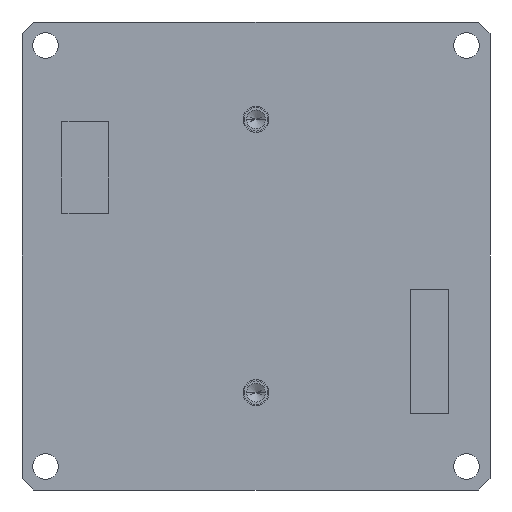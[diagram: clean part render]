
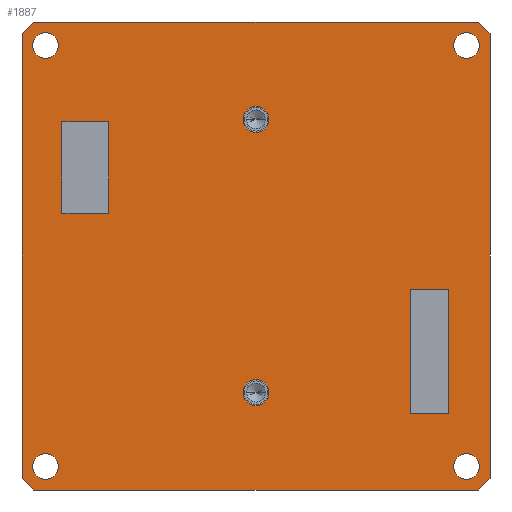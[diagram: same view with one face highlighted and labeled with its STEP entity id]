
A CAD part, front view. The second image highlights one B-rep face of the part: STEP entity #1887.
In plain terms, the highlighted planar face has unit normal (0, -1, 0).
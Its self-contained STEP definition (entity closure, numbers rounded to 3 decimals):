
#1=CARTESIAN_POINT('',(0.,-6.5,11.65));
#2=DIRECTION('',(0.,1.,0.));
#3=DIRECTION('',(0.,0.,1.));
#4=AXIS2_PLACEMENT_3D('',#1,#2,#3);
#6=CARTESIAN_POINT('',(0.,-6.5,11.65));
#7=DIRECTION('',(0.,1.,0.));
#8=DIRECTION('',(0.,0.,-1.));
#9=AXIS2_PLACEMENT_3D('',#6,#7,#8);
#11=CARTESIAN_POINT('',(0.,-6.5,-11.65));
#12=DIRECTION('',(0.,-1.,0.));
#13=DIRECTION('',(0.,0.,-1.));
#14=AXIS2_PLACEMENT_3D('',#11,#12,#13);
#16=CARTESIAN_POINT('',(0.,-6.5,-11.65));
#17=DIRECTION('',(0.,-1.,0.));
#18=DIRECTION('',(0.,0.,1.));
#19=AXIS2_PLACEMENT_3D('',#16,#17,#18);
#21=DIRECTION('',(-0.707,0.,-0.707));
#22=VECTOR('',#21,1.414);
#23=CARTESIAN_POINT('',(-18.95,-6.5,19.95));
#24=LINE('',#23,#22);
#25=DIRECTION('',(1.,0.,0.));
#26=VECTOR('',#25,37.9);
#27=CARTESIAN_POINT('',(-18.95,-6.5,19.95));
#28=LINE('',#27,#26);
#29=DIRECTION('',(-0.707,0.,0.707));
#30=VECTOR('',#29,1.414);
#31=CARTESIAN_POINT('',(19.95,-6.5,18.95));
#32=LINE('',#31,#30);
#33=DIRECTION('',(0.,0.,-1.));
#34=VECTOR('',#33,37.9);
#35=CARTESIAN_POINT('',(19.95,-6.5,18.95));
#36=LINE('',#35,#34);
#37=DIRECTION('',(0.707,0.,0.707));
#38=VECTOR('',#37,1.414);
#39=CARTESIAN_POINT('',(18.95,-6.5,-19.95));
#40=LINE('',#39,#38);
#41=DIRECTION('',(-1.,0.,0.));
#42=VECTOR('',#41,37.9);
#43=CARTESIAN_POINT('',(18.95,-6.5,-19.95));
#44=LINE('',#43,#42);
#45=DIRECTION('',(0.707,0.,-0.707));
#46=VECTOR('',#45,1.414);
#47=CARTESIAN_POINT('',(-19.95,-6.5,-18.95));
#48=LINE('',#47,#46);
#49=DIRECTION('',(0.,0.,1.));
#50=VECTOR('',#49,37.9);
#51=CARTESIAN_POINT('',(-19.95,-6.5,-18.95));
#52=LINE('',#51,#50);
#53=CARTESIAN_POINT('',(-17.95,-6.5,-17.95));
#54=DIRECTION('',(0.,-1.,0.));
#55=DIRECTION('',(0.,0.,-1.));
#56=AXIS2_PLACEMENT_3D('',#53,#54,#55);
#58=CARTESIAN_POINT('',(-17.95,-6.5,-17.95));
#59=DIRECTION('',(0.,-1.,0.));
#60=DIRECTION('',(0.,0.,1.));
#61=AXIS2_PLACEMENT_3D('',#58,#59,#60);
#63=CARTESIAN_POINT('',(-17.95,-6.5,17.95));
#64=DIRECTION('',(0.,-1.,0.));
#65=DIRECTION('',(0.,0.,-1.));
#66=AXIS2_PLACEMENT_3D('',#63,#64,#65);
#68=CARTESIAN_POINT('',(-17.95,-6.5,17.95));
#69=DIRECTION('',(0.,-1.,0.));
#70=DIRECTION('',(0.,0.,1.));
#71=AXIS2_PLACEMENT_3D('',#68,#69,#70);
#73=CARTESIAN_POINT('',(17.95,-6.5,-17.95));
#74=DIRECTION('',(0.,-1.,0.));
#75=DIRECTION('',(0.,0.,-1.));
#76=AXIS2_PLACEMENT_3D('',#73,#74,#75);
#78=CARTESIAN_POINT('',(17.95,-6.5,-17.95));
#79=DIRECTION('',(0.,-1.,0.));
#80=DIRECTION('',(0.,0.,1.));
#81=AXIS2_PLACEMENT_3D('',#78,#79,#80);
#83=CARTESIAN_POINT('',(17.95,-6.5,17.95));
#84=DIRECTION('',(0.,-1.,0.));
#85=DIRECTION('',(0.,0.,-1.));
#86=AXIS2_PLACEMENT_3D('',#83,#84,#85);
#88=CARTESIAN_POINT('',(17.95,-6.5,17.95));
#89=DIRECTION('',(0.,-1.,0.));
#90=DIRECTION('',(0.,0.,1.));
#91=AXIS2_PLACEMENT_3D('',#88,#89,#90);
#93=DIRECTION('',(0.,0.,1.));
#94=VECTOR('',#93,10.6);
#95=CARTESIAN_POINT('',(16.45,-6.5,-13.45));
#96=LINE('',#95,#94);
#97=DIRECTION('',(-1.,0.,0.));
#98=VECTOR('',#97,3.3);
#99=CARTESIAN_POINT('',(16.45,-6.5,-2.85));
#100=LINE('',#99,#98);
#101=DIRECTION('',(0.,0.,-1.));
#102=VECTOR('',#101,10.6);
#103=CARTESIAN_POINT('',(13.15,-6.5,-2.85));
#104=LINE('',#103,#102);
#105=DIRECTION('',(1.,0.,0.));
#106=VECTOR('',#105,3.3);
#107=CARTESIAN_POINT('',(13.15,-6.5,-13.45));
#108=LINE('',#107,#106);
#109=DIRECTION('',(0.,0.,1.));
#110=VECTOR('',#109,7.8);
#111=CARTESIAN_POINT('',(-12.55,-6.5,3.65));
#112=LINE('',#111,#110);
#113=DIRECTION('',(-1.,0.,0.));
#114=VECTOR('',#113,4.);
#115=CARTESIAN_POINT('',(-12.55,-6.5,11.45));
#116=LINE('',#115,#114);
#117=DIRECTION('',(0.,0.,-1.));
#118=VECTOR('',#117,7.8);
#119=CARTESIAN_POINT('',(-16.55,-6.5,11.45));
#120=LINE('',#119,#118);
#121=DIRECTION('',(1.,0.,0.));
#122=VECTOR('',#121,4.);
#123=CARTESIAN_POINT('',(-16.55,-6.5,3.65));
#124=LINE('',#123,#122);
#1557=CARTESIAN_POINT('',(0.,-6.5,12.75));
#1558=CARTESIAN_POINT('',(0.,-6.5,10.55));
#1559=VERTEX_POINT('',#1557);
#1560=VERTEX_POINT('',#1558);
#1561=CARTESIAN_POINT('',(0.,-6.5,-12.75));
#1562=CARTESIAN_POINT('',(0.,-6.5,-10.55));
#1563=VERTEX_POINT('',#1561);
#1564=VERTEX_POINT('',#1562);
#1565=CARTESIAN_POINT('',(-18.95,-6.5,19.95));
#1566=CARTESIAN_POINT('',(-19.95,-6.5,18.95));
#1567=VERTEX_POINT('',#1565);
#1568=VERTEX_POINT('',#1566);
#1573=CARTESIAN_POINT('',(19.95,-6.5,18.95));
#1574=CARTESIAN_POINT('',(18.95,-6.5,19.95));
#1575=VERTEX_POINT('',#1573);
#1576=VERTEX_POINT('',#1574);
#1581=CARTESIAN_POINT('',(18.95,-6.5,-19.95));
#1582=CARTESIAN_POINT('',(19.95,-6.5,-18.95));
#1583=VERTEX_POINT('',#1581);
#1584=VERTEX_POINT('',#1582);
#1589=CARTESIAN_POINT('',(-19.95,-6.5,-18.95));
#1590=CARTESIAN_POINT('',(-18.95,-6.5,-19.95));
#1591=VERTEX_POINT('',#1589);
#1592=VERTEX_POINT('',#1590);
#1597=CARTESIAN_POINT('',(-17.95,-6.5,-19.05));
#1598=CARTESIAN_POINT('',(-17.95,-6.5,-16.85));
#1599=VERTEX_POINT('',#1597);
#1600=VERTEX_POINT('',#1598);
#1605=CARTESIAN_POINT('',(-17.95,-6.5,16.85));
#1606=CARTESIAN_POINT('',(-17.95,-6.5,19.05));
#1607=VERTEX_POINT('',#1605);
#1608=VERTEX_POINT('',#1606);
#1613=CARTESIAN_POINT('',(17.95,-6.5,-19.05));
#1614=CARTESIAN_POINT('',(17.95,-6.5,-16.85));
#1615=VERTEX_POINT('',#1613);
#1616=VERTEX_POINT('',#1614);
#1621=CARTESIAN_POINT('',(17.95,-6.5,16.85));
#1622=CARTESIAN_POINT('',(17.95,-6.5,19.05));
#1623=VERTEX_POINT('',#1621);
#1624=VERTEX_POINT('',#1622);
#1637=CARTESIAN_POINT('',(16.45,-6.5,-13.45));
#1638=CARTESIAN_POINT('',(16.45,-6.5,-2.85));
#1639=VERTEX_POINT('',#1637);
#1640=VERTEX_POINT('',#1638);
#1641=CARTESIAN_POINT('',(13.15,-6.5,-2.85));
#1642=VERTEX_POINT('',#1641);
#1643=CARTESIAN_POINT('',(13.15,-6.5,-13.45));
#1644=VERTEX_POINT('',#1643);
#1645=CARTESIAN_POINT('',(-12.55,-6.5,3.65));
#1646=CARTESIAN_POINT('',(-12.55,-6.5,11.45));
#1647=VERTEX_POINT('',#1645);
#1648=VERTEX_POINT('',#1646);
#1649=CARTESIAN_POINT('',(-16.55,-6.5,11.45));
#1650=VERTEX_POINT('',#1649);
#1651=CARTESIAN_POINT('',(-16.55,-6.5,3.65));
#1652=VERTEX_POINT('',#1651);
#1809=CARTESIAN_POINT('',(0.,-6.5,0.));
#1810=DIRECTION('',(0.,1.,0.));
#1811=DIRECTION('',(0.,0.,-1.));
#1812=AXIS2_PLACEMENT_3D('',#1809,#1810,#1811);
#1813=PLANE('',#1812);
#1815=ORIENTED_EDGE('',*,*,#1814,.F.);
#1817=ORIENTED_EDGE('',*,*,#1816,.T.);
#1819=ORIENTED_EDGE('',*,*,#1818,.F.);
#1821=ORIENTED_EDGE('',*,*,#1820,.T.);
#1822=ORIENTED_EDGE('',*,*,#1798,.F.);
#1824=ORIENTED_EDGE('',*,*,#1823,.T.);
#1826=ORIENTED_EDGE('',*,*,#1825,.F.);
#1828=ORIENTED_EDGE('',*,*,#1827,.T.);
#1829=EDGE_LOOP('',(#1815,#1817,#1819,#1821,#1822,#1824,#1826,#1828));
#1830=FACE_OUTER_BOUND('',#1829,.F.);
#1832=ORIENTED_EDGE('',*,*,#1831,.F.);
#1834=ORIENTED_EDGE('',*,*,#1833,.F.);
#1835=EDGE_LOOP('',(#1832,#1834));
#1836=FACE_BOUND('',#1835,.F.);
#1838=ORIENTED_EDGE('',*,*,#1837,.T.);
#1840=ORIENTED_EDGE('',*,*,#1839,.T.);
#1841=EDGE_LOOP('',(#1838,#1840));
#1842=FACE_BOUND('',#1841,.F.);
#1844=ORIENTED_EDGE('',*,*,#1843,.T.);
#1846=ORIENTED_EDGE('',*,*,#1845,.T.);
#1847=EDGE_LOOP('',(#1844,#1846));
#1848=FACE_BOUND('',#1847,.F.);
#1850=ORIENTED_EDGE('',*,*,#1849,.T.);
#1852=ORIENTED_EDGE('',*,*,#1851,.T.);
#1853=EDGE_LOOP('',(#1850,#1852));
#1854=FACE_BOUND('',#1853,.F.);
#1856=ORIENTED_EDGE('',*,*,#1855,.T.);
#1858=ORIENTED_EDGE('',*,*,#1857,.T.);
#1859=EDGE_LOOP('',(#1856,#1858));
#1860=FACE_BOUND('',#1859,.F.);
#1862=ORIENTED_EDGE('',*,*,#1861,.T.);
#1864=ORIENTED_EDGE('',*,*,#1863,.T.);
#1865=EDGE_LOOP('',(#1862,#1864));
#1866=FACE_BOUND('',#1865,.F.);
#1868=ORIENTED_EDGE('',*,*,#1867,.T.);
#1870=ORIENTED_EDGE('',*,*,#1869,.T.);
#1872=ORIENTED_EDGE('',*,*,#1871,.T.);
#1874=ORIENTED_EDGE('',*,*,#1873,.T.);
#1875=EDGE_LOOP('',(#1868,#1870,#1872,#1874));
#1876=FACE_BOUND('',#1875,.F.);
#1878=ORIENTED_EDGE('',*,*,#1877,.T.);
#1880=ORIENTED_EDGE('',*,*,#1879,.T.);
#1882=ORIENTED_EDGE('',*,*,#1881,.T.);
#1884=ORIENTED_EDGE('',*,*,#1883,.T.);
#1885=EDGE_LOOP('',(#1878,#1880,#1882,#1884));
#1886=FACE_BOUND('',#1885,.F.);
#1887=ADVANCED_FACE('',(#1830,#1836,#1842,#1848,#1854,#1860,#1866,#1876,#1886),
#1813,.F.);
#5=CIRCLE('',#4,1.1);
#10=CIRCLE('',#9,1.1);
#15=CIRCLE('',#14,1.1);
#20=CIRCLE('',#19,1.1);
#57=CIRCLE('',#56,1.1);
#62=CIRCLE('',#61,1.1);
#67=CIRCLE('',#66,1.1);
#72=CIRCLE('',#71,1.1);
#77=CIRCLE('',#76,1.1);
#82=CIRCLE('',#81,1.1);
#87=CIRCLE('',#86,1.1);
#92=CIRCLE('',#91,1.1);
#1798=EDGE_CURVE('',#1583,#1584,#40,.T.);
#1814=EDGE_CURVE('',#1567,#1568,#24,.T.);
#1816=EDGE_CURVE('',#1567,#1576,#28,.T.);
#1818=EDGE_CURVE('',#1575,#1576,#32,.T.);
#1820=EDGE_CURVE('',#1575,#1584,#36,.T.);
#1823=EDGE_CURVE('',#1583,#1592,#44,.T.);
#1825=EDGE_CURVE('',#1591,#1592,#48,.T.);
#1827=EDGE_CURVE('',#1591,#1568,#52,.T.);
#1831=EDGE_CURVE('',#1559,#1560,#5,.T.);
#1833=EDGE_CURVE('',#1560,#1559,#10,.T.);
#1837=EDGE_CURVE('',#1563,#1564,#15,.T.);
#1839=EDGE_CURVE('',#1564,#1563,#20,.T.);
#1843=EDGE_CURVE('',#1599,#1600,#57,.T.);
#1845=EDGE_CURVE('',#1600,#1599,#62,.T.);
#1849=EDGE_CURVE('',#1607,#1608,#67,.T.);
#1851=EDGE_CURVE('',#1608,#1607,#72,.T.);
#1855=EDGE_CURVE('',#1615,#1616,#77,.T.);
#1857=EDGE_CURVE('',#1616,#1615,#82,.T.);
#1861=EDGE_CURVE('',#1623,#1624,#87,.T.);
#1863=EDGE_CURVE('',#1624,#1623,#92,.T.);
#1867=EDGE_CURVE('',#1639,#1640,#96,.T.);
#1869=EDGE_CURVE('',#1640,#1642,#100,.T.);
#1871=EDGE_CURVE('',#1642,#1644,#104,.T.);
#1873=EDGE_CURVE('',#1644,#1639,#108,.T.);
#1877=EDGE_CURVE('',#1647,#1648,#112,.T.);
#1879=EDGE_CURVE('',#1648,#1650,#116,.T.);
#1881=EDGE_CURVE('',#1650,#1652,#120,.T.);
#1883=EDGE_CURVE('',#1652,#1647,#124,.T.);
